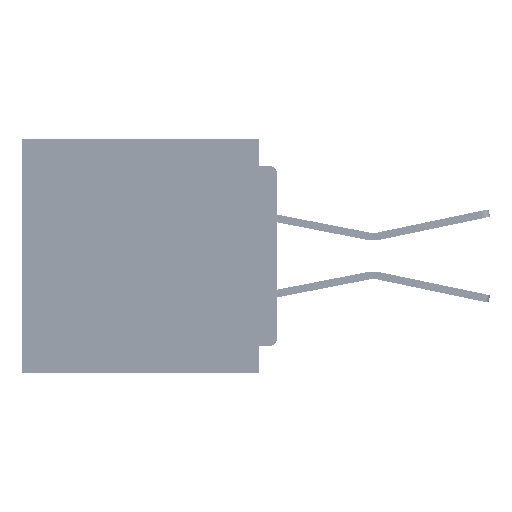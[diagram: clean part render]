
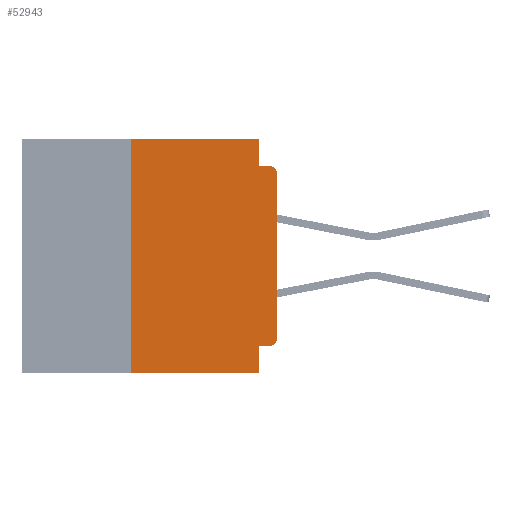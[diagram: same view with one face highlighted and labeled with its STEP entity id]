
A CAD part, left-side view. The second image highlights one B-rep face of the part: STEP entity #52943.
In plain terms, the highlighted planar face has unit normal (-1, 0, 0).
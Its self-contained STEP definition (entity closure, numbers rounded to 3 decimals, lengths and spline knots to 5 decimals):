
#1746 = DIRECTION ( 'NONE',  ( 0., -1., 0. ) ) ;
#1751 = EDGE_CURVE ( 'NONE', #13638, #18766, #65871, .T. ) ;
#1867 = CARTESIAN_POINT ( 'NONE',  ( 0., 0.437, -0.4 ) ) ;
#2076 = ORIENTED_EDGE ( 'NONE', *, *, #36681, .F. ) ;
#2818 = CARTESIAN_POINT ( 'NONE',  ( 0., 0.437, 0. ) ) ;
#3257 = DIRECTION ( 'NONE',  ( 0., 1., 0. ) ) ;
#3937 = DIRECTION ( 'NONE',  ( 0., 0., 1. ) ) ;
#4930 = FACE_OUTER_BOUND ( 'NONE', #19288, .T. ) ;
#5016 = VERTEX_POINT ( 'NONE', #28905 ) ;
#5780 = DIRECTION ( 'NONE',  ( -1., 0., 0. ) ) ;
#6028 = ORIENTED_EDGE ( 'NONE', *, *, #1751, .F. ) ;
#7651 = CIRCLE ( 'NONE', #48814, 0.015 ) ;
#8132 = DIRECTION ( 'NONE',  ( 0., 0., -1. ) ) ;
#8134 = CARTESIAN_POINT ( 'NONE',  ( 0., 0.031, -0.045 ) ) ;
#8570 = LINE ( 'NONE', #15517, #20917 ) ;
#8615 = ORIENTED_EDGE ( 'NONE', *, *, #29227, .F. ) ;
#8941 = EDGE_CURVE ( 'NONE', #29971, #44023, #44746, .T. ) ;
#8952 = DIRECTION ( 'NONE',  ( 0., -1., 0. ) ) ;
#11135 = ORIENTED_EDGE ( 'NONE', *, *, #23702, .T. ) ;
#11381 = DIRECTION ( 'NONE',  ( 0., 0., -1. ) ) ;
#11904 = DIRECTION ( 'NONE',  ( 0., 0., 1. ) ) ;
#12485 = CARTESIAN_POINT ( 'NONE',  ( 0., 0.031, 0. ) ) ;
#12991 = CARTESIAN_POINT ( 'NONE',  ( 0., 0.031, 0. ) ) ;
#13638 = VERTEX_POINT ( 'NONE', #12991 ) ;
#15517 = CARTESIAN_POINT ( 'NONE',  ( 0., 0.031, -0.4 ) ) ;
#17524 = DIRECTION ( 'NONE',  ( 0., -1., 0. ) ) ;
#18295 = VERTEX_POINT ( 'NONE', #56138 ) ;
#18766 = VERTEX_POINT ( 'NONE', #8134 ) ;
#19288 = EDGE_LOOP ( 'NONE', ( #45344, #65595, #32301, #6028, #34007, #8615, #11135, #2076, #54485, #60960 ) ) ;
#19308 = CARTESIAN_POINT ( 'NONE',  ( 0., 0., -0.045 ) ) ;
#20917 = VECTOR ( 'NONE', #57211, 39.37008 ) ;
#22329 = VERTEX_POINT ( 'NONE', #27117 ) ;
#22710 = CARTESIAN_POINT ( 'NONE',  ( 0., 0., 0. ) ) ;
#23702 = EDGE_CURVE ( 'NONE', #5016, #47062, #60310, .T. ) ;
#23774 = PLANE ( 'NONE',  #47112 ) ;
#24257 = VERTEX_POINT ( 'NONE', #42854 ) ;
#25911 = CARTESIAN_POINT ( 'NONE',  ( 0., 0., -0.34 ) ) ;
#27117 = CARTESIAN_POINT ( 'NONE',  ( 0., 0.25, 0. ) ) ;
#28718 = VECTOR ( 'NONE', #1746, 39.37008 ) ;
#28905 = CARTESIAN_POINT ( 'NONE',  ( 0., 0.25, -0.4 ) ) ;
#29227 = EDGE_CURVE ( 'NONE', #5016, #22329, #64235, .T. ) ;
#29971 = VERTEX_POINT ( 'NONE', #25911 ) ;
#30344 = CARTESIAN_POINT ( 'NONE',  ( 0., 0.015, -0.06 ) ) ;
#31273 = CARTESIAN_POINT ( 'NONE',  ( 0., 0., -0.06 ) ) ;
#32301 = ORIENTED_EDGE ( 'NONE', *, *, #49584, .F. ) ;
#33076 = EDGE_CURVE ( 'NONE', #22329, #13638, #42622, .T. ) ;
#33302 = LINE ( 'NONE', #19308, #59295 ) ;
#34007 = ORIENTED_EDGE ( 'NONE', *, *, #33076, .F. ) ;
#35375 = CARTESIAN_POINT ( 'NONE',  ( 0., 0.25, -0.4 ) ) ;
#35586 = DIRECTION ( 'NONE',  ( 0., 0., -1. ) ) ;
#36679 = VECTOR ( 'NONE', #3937, 39.37008 ) ;
#36681 = EDGE_CURVE ( 'NONE', #64548, #47062, #8570, .T. ) ;
#37165 = EDGE_CURVE ( 'NONE', #44023, #18295, #7651, .T. ) ;
#37242 = CARTESIAN_POINT ( 'NONE',  ( 0., 0.015, -0.34 ) ) ;
#39585 = DIRECTION ( 'NONE',  ( 1., 0., 0. ) ) ;
#42468 = DIRECTION ( 'NONE',  ( 0., 0., -1. ) ) ;
#42622 = LINE ( 'NONE', #43690, #28718 ) ;
#42854 = CARTESIAN_POINT ( 'NONE',  ( 0., 0.015, -0.355 ) ) ;
#43126 = VECTOR ( 'NONE', #11904, 39.37008 ) ;
#43347 = VECTOR ( 'NONE', #17524, 39.37008 ) ;
#43690 = CARTESIAN_POINT ( 'NONE',  ( 0., 0.437, 0. ) ) ;
#44023 = VERTEX_POINT ( 'NONE', #31273 ) ;
#44746 = LINE ( 'NONE', #22710, #43126 ) ;
#45344 = ORIENTED_EDGE ( 'NONE', *, *, #8941, .T. ) ;
#46633 = AXIS2_PLACEMENT_3D ( 'NONE', #37242, #5780, #42468 ) ;
#47062 = VERTEX_POINT ( 'NONE', #48372 ) ;
#47112 = AXIS2_PLACEMENT_3D ( 'NONE', #2818, #39585, #8132 ) ;
#47267 = EDGE_CURVE ( 'NONE', #24257, #64548, #65234, .T. ) ;
#48372 = CARTESIAN_POINT ( 'NONE',  ( 0., 0.031, -0.4 ) ) ;
#48814 = AXIS2_PLACEMENT_3D ( 'NONE', #30344, #66628, #35586 ) ;
#49584 = EDGE_CURVE ( 'NONE', #18766, #18295, #33302, .T. ) ;
#50170 = CARTESIAN_POINT ( 'NONE',  ( 0., 0., -0.355 ) ) ;
#51469 = VECTOR ( 'NONE', #3257, 39.37008 ) ;
#51472 = EDGE_CURVE ( 'NONE', #24257, #29971, #56617, .T. ) ;
#52126 = VECTOR ( 'NONE', #11381, 39.37008 ) ;
#52943 = ADVANCED_FACE ( 'NONE', ( #4930 ), #23774, .F. ) ;
#54485 = ORIENTED_EDGE ( 'NONE', *, *, #47267, .F. ) ;
#56138 = CARTESIAN_POINT ( 'NONE',  ( 0., 0.015, -0.045 ) ) ;
#56617 = CIRCLE ( 'NONE', #46633, 0.015 ) ;
#57211 = DIRECTION ( 'NONE',  ( 0., 0., -1. ) ) ;
#59295 = VECTOR ( 'NONE', #8952, 39.37008 ) ;
#60250 = CARTESIAN_POINT ( 'NONE',  ( 0., 0.031, -0.355 ) ) ;
#60310 = LINE ( 'NONE', #1867, #43347 ) ;
#60960 = ORIENTED_EDGE ( 'NONE', *, *, #51472, .T. ) ;
#64235 = LINE ( 'NONE', #35375, #36679 ) ;
#64548 = VERTEX_POINT ( 'NONE', #60250 ) ;
#65234 = LINE ( 'NONE', #50170, #51469 ) ;
#65595 = ORIENTED_EDGE ( 'NONE', *, *, #37165, .T. ) ;
#65871 = LINE ( 'NONE', #12485, #52126 ) ;
#66628 = DIRECTION ( 'NONE',  ( -1., 0., 0. ) ) ;
